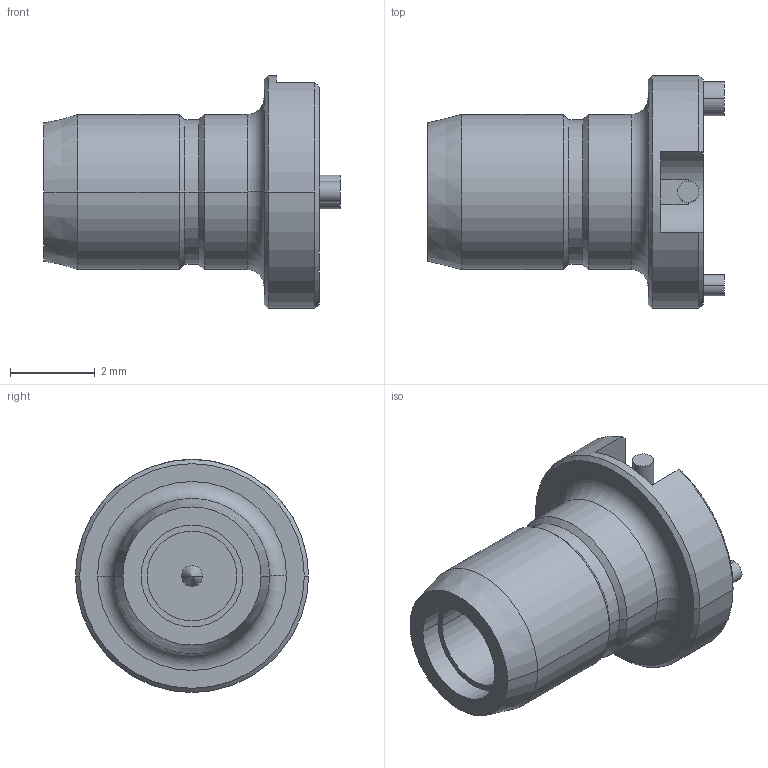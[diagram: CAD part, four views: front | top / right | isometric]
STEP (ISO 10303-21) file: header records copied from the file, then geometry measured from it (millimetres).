
FILE_DESCRIPTION((''),'2;1');
FILE_NAME('1','2021-09-03T',('Administrator'),(''),'PRO/ENGINEER BY PARAMETRIC TECHNOLOGY CORPORATION, 2012090','PRO/ENGINEER BY PARAMETRIC TECHNOLOGY CORPORATION, 2012090','');
FILE_SCHEMA(('CONFIG_CONTROL_DESIGN'));
Length unit declared in the file: millimetre
Products named in the file (1): 1
Bounding box: 7 x 5.5 x 5.5 mm (x, y, z)
Volume: 65.9 mm3; surface area: 166.1 mm2
Topology: 1 solids, 1 shells, 51 faces, 113 edges, 69 vertices
Faces by surface type: cylinder 21, plane 17, cone 11, torus 2
Entity records: 1444 total; most frequent: DIRECTION 266, CARTESIAN_POINT 241, ORIENTED_EDGE 222, EDGE_CURVE 111, AXIS2_PLACEMENT_3D 106, VERTEX_POINT 69, EDGE_LOOP 58, CIRCLE 55
